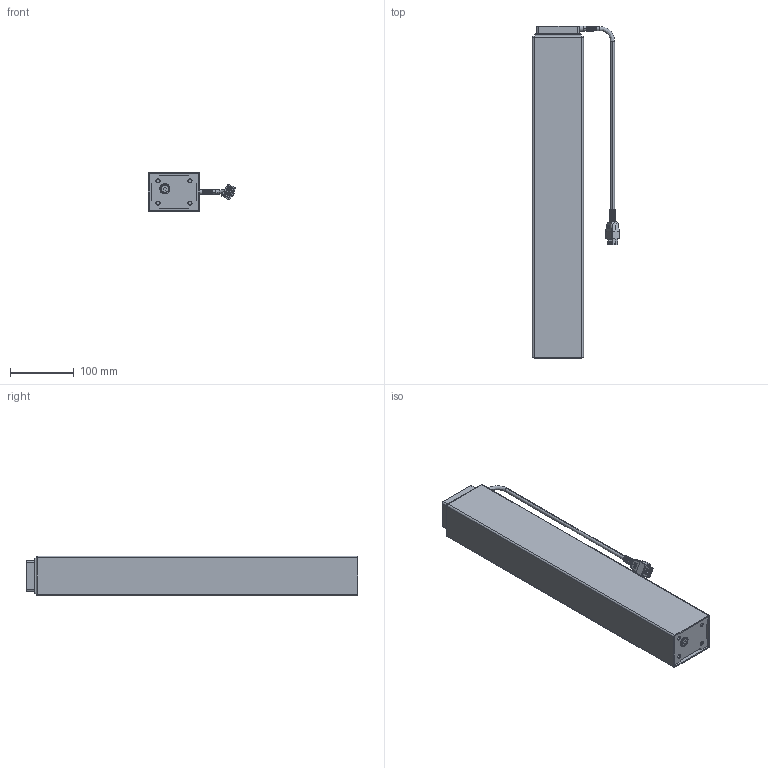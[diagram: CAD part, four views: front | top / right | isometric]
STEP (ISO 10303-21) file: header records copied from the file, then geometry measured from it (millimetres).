
FILE_DESCRIPTION (( 'STEP AP203' ), '1' );
FILE_NAME ('Hei.STEP', '2014-04-30T05:49:57', ( 'admin' ), ( 'Hewlett-Packard Company' ), 'SwSTEP 2.0', 'SolidWorks 2012', '' );
FILE_SCHEMA (( 'CONFIG_CONTROL_DESIGN' ));
Length unit declared in the file: millimetre
Products named in the file (1): Hei
Bounding box: 136.43 x 520 x 62 mm (x, y, z)
Volume: 2541186.1 mm3; surface area: 177192.5 mm2
Topology: 1 solids, 4 shells, 1149 faces, 2997 edges, 1954 vertices
Faces by surface type: plane 813, cylinder 202, cone 71, bspline 49, torus 14
Entity records: 36035 total; most frequent: CARTESIAN_POINT 7907, ORIENTED_EDGE 5994, DIRECTION 5618, EDGE_CURVE 2997, VECTOR 2104, LINE 2104, VERTEX_POINT 1954, AXIS2_PLACEMENT_3D 1757
